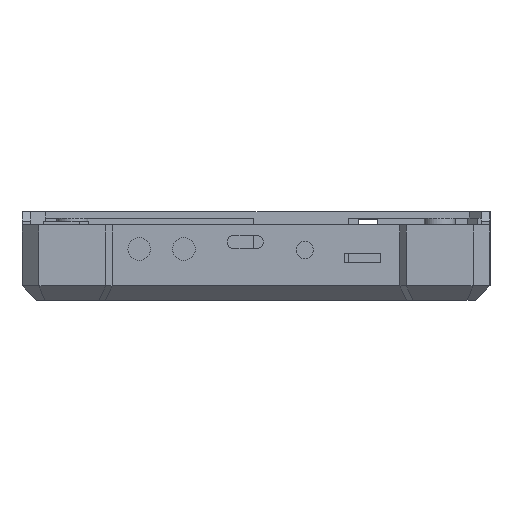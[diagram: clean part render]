
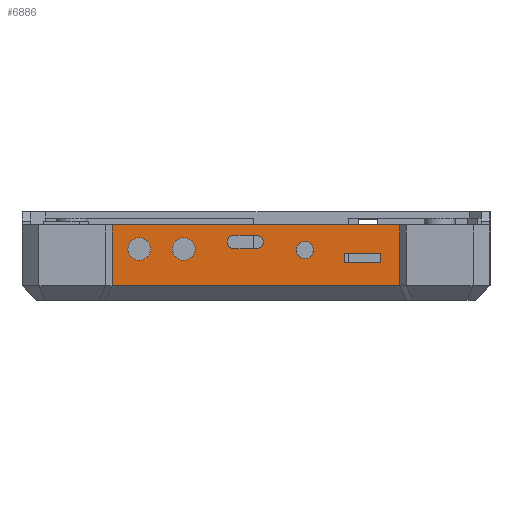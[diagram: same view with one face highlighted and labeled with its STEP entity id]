
A CAD part, front view. The second image highlights one B-rep face of the part: STEP entity #6886.
In plain terms, the highlighted planar face has unit normal (0, -1, 0).
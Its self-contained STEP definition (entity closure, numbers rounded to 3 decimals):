
#119=FACE_BOUND('',#1182,.T.);
#120=FACE_BOUND('',#1183,.T.);
#121=FACE_BOUND('',#1184,.T.);
#122=FACE_BOUND('',#1185,.T.);
#123=FACE_BOUND('',#1186,.T.);
#391=PLANE('',#7288);
#733=FACE_OUTER_BOUND('',#1181,.T.);
#1181=EDGE_LOOP('',(#6290,#6291,#6292,#6293));
#1182=EDGE_LOOP('',(#6294));
#1183=EDGE_LOOP('',(#6295));
#1184=EDGE_LOOP('',(#6296));
#1185=EDGE_LOOP('',(#6297,#6298,#6299,#6300));
#1186=EDGE_LOOP('',(#6301,#6302,#6303,#6304));
#2020=LINE('',#10676,#2925);
#2062=LINE('',#10760,#2967);
#2064=LINE('',#10764,#2969);
#2065=LINE('',#10765,#2970);
#2066=LINE('',#10770,#2971);
#2067=LINE('',#10773,#2972);
#2068=LINE('',#10776,#2973);
#2069=LINE('',#10778,#2974);
#2070=LINE('',#10780,#2975);
#2071=LINE('',#10781,#2976);
#2925=VECTOR('',#8748,1000.);
#2967=VECTOR('',#8820,1000.);
#2969=VECTOR('',#8824,1000.);
#2970=VECTOR('',#8825,1000.);
#2971=VECTOR('',#8828,1000.);
#2972=VECTOR('',#8831,1000.);
#2973=VECTOR('',#8832,1000.);
#2974=VECTOR('',#8833,1000.);
#2975=VECTOR('',#8834,1000.);
#2976=VECTOR('',#8835,1000.);
#3081=CIRCLE('',#6993,2.25);
#3083=CIRCLE('',#6996,3.);
#3085=CIRCLE('',#6999,3.);
#3102=CIRCLE('',#7289,1.75);
#3103=CIRCLE('',#7290,1.75);
#3127=VERTEX_POINT('',#9103);
#3129=VERTEX_POINT('',#9109);
#3131=VERTEX_POINT('',#9115);
#3657=VERTEX_POINT('',#10671);
#3658=VERTEX_POINT('',#10675);
#3685=VERTEX_POINT('',#10759);
#3686=VERTEX_POINT('',#10763);
#3687=VERTEX_POINT('',#10766);
#3688=VERTEX_POINT('',#10767);
#3689=VERTEX_POINT('',#10769);
#3690=VERTEX_POINT('',#10771);
#3691=VERTEX_POINT('',#10774);
#3692=VERTEX_POINT('',#10775);
#3693=VERTEX_POINT('',#10777);
#3694=VERTEX_POINT('',#10779);
#3761=EDGE_CURVE('',#3127,#3127,#3081,.T.);
#3764=EDGE_CURVE('',#3129,#3129,#3083,.T.);
#3767=EDGE_CURVE('',#3131,#3131,#3085,.T.);
#4542=EDGE_CURVE('',#3658,#3657,#2020,.T.);
#4584=EDGE_CURVE('',#3657,#3685,#2062,.T.);
#4586=EDGE_CURVE('',#3658,#3686,#2064,.T.);
#4587=EDGE_CURVE('',#3686,#3685,#2065,.T.);
#4588=EDGE_CURVE('',#3687,#3688,#3102,.T.);
#4589=EDGE_CURVE('',#3689,#3687,#2066,.T.);
#4590=EDGE_CURVE('',#3690,#3689,#3103,.T.);
#4591=EDGE_CURVE('',#3690,#3688,#2067,.T.);
#4592=EDGE_CURVE('',#3691,#3692,#2068,.T.);
#4593=EDGE_CURVE('',#3693,#3692,#2069,.T.);
#4594=EDGE_CURVE('',#3694,#3693,#2070,.T.);
#4595=EDGE_CURVE('',#3694,#3691,#2071,.T.);
#6290=ORIENTED_EDGE('',*,*,#4586,.F.);
#6291=ORIENTED_EDGE('',*,*,#4542,.T.);
#6292=ORIENTED_EDGE('',*,*,#4584,.T.);
#6293=ORIENTED_EDGE('',*,*,#4587,.F.);
#6294=ORIENTED_EDGE('',*,*,#3761,.F.);
#6295=ORIENTED_EDGE('',*,*,#3764,.F.);
#6296=ORIENTED_EDGE('',*,*,#3767,.F.);
#6297=ORIENTED_EDGE('',*,*,#4588,.F.);
#6298=ORIENTED_EDGE('',*,*,#4589,.F.);
#6299=ORIENTED_EDGE('',*,*,#4590,.F.);
#6300=ORIENTED_EDGE('',*,*,#4591,.T.);
#6301=ORIENTED_EDGE('',*,*,#4592,.T.);
#6302=ORIENTED_EDGE('',*,*,#4593,.F.);
#6303=ORIENTED_EDGE('',*,*,#4594,.F.);
#6304=ORIENTED_EDGE('',*,*,#4595,.T.);
#6886=ADVANCED_FACE('',(#733,#119,#120,#121,#122,#123),#391,.F.);
#6993=AXIS2_PLACEMENT_3D('',#9105,#7428,#7429);
#6996=AXIS2_PLACEMENT_3D('',#9111,#7435,#7436);
#6999=AXIS2_PLACEMENT_3D('',#9117,#7442,#7443);
#7288=AXIS2_PLACEMENT_3D('',#10762,#8822,#8823);
#7289=AXIS2_PLACEMENT_3D('',#10768,#8826,#8827);
#7290=AXIS2_PLACEMENT_3D('',#10772,#8829,#8830);
#7428=DIRECTION('center_axis',(0.,-1.,0.));
#7429=DIRECTION('ref_axis',(0.,0.,-1.));
#7435=DIRECTION('center_axis',(0.,-1.,0.));
#7436=DIRECTION('ref_axis',(0.,0.,-1.));
#7442=DIRECTION('center_axis',(0.,-1.,0.));
#7443=DIRECTION('ref_axis',(0.,0.,-1.));
#8748=DIRECTION('',(1.,0.,0.));
#8820=DIRECTION('',(0.,0.,1.));
#8822=DIRECTION('center_axis',(0.,1.,0.));
#8823=DIRECTION('ref_axis',(0.,0.,1.));
#8824=DIRECTION('',(0.,0.,1.));
#8825=DIRECTION('',(1.,0.,0.));
#8826=DIRECTION('center_axis',(0.,-1.,0.));
#8827=DIRECTION('ref_axis',(0.,0.,-1.));
#8828=DIRECTION('',(1.,0.,0.));
#8829=DIRECTION('center_axis',(0.,-1.,0.));
#8830=DIRECTION('ref_axis',(0.,0.,-1.));
#8831=DIRECTION('',(1.,0.,0.));
#8832=DIRECTION('',(0.,0.,-1.));
#8833=DIRECTION('',(1.,0.,0.));
#8834=DIRECTION('',(0.,0.,-1.));
#8835=DIRECTION('',(1.,0.,0.));
#9103=CARTESIAN_POINT('',(12.834,-103.75,-2.75));
#9105=CARTESIAN_POINT('Origin',(12.834,-103.75,-5.));
#9109=CARTESIAN_POINT('',(-18.984,-103.75,-1.75));
#9111=CARTESIAN_POINT('Origin',(-18.984,-103.75,-4.75));
#9115=CARTESIAN_POINT('',(-30.684,-103.75,-1.75));
#9117=CARTESIAN_POINT('Origin',(-30.684,-103.75,-4.75));
#10671=CARTESIAN_POINT('',(37.834,-103.75,-14.432));
#10675=CARTESIAN_POINT('',(-37.834,-103.75,-14.432));
#10676=CARTESIAN_POINT('',(0.,-103.75,-14.432));
#10759=CARTESIAN_POINT('',(37.834,-103.75,1.6));
#10760=CARTESIAN_POINT('',(37.834,-103.75,-16.));
#10762=CARTESIAN_POINT('Origin',(38.883,-103.75,-16.));
#10763=CARTESIAN_POINT('',(-37.834,-103.75,1.6));
#10764=CARTESIAN_POINT('',(-37.834,-103.75,-16.));
#10765=CARTESIAN_POINT('',(-37.834,-103.75,1.6));
#10766=CARTESIAN_POINT('',(0.166,-103.75,-4.65));
#10767=CARTESIAN_POINT('',(0.166,-103.75,-1.15));
#10768=CARTESIAN_POINT('Origin',(0.166,-103.75,-2.9));
#10769=CARTESIAN_POINT('',(-5.834,-103.75,-4.65));
#10770=CARTESIAN_POINT('',(0.,-103.75,-4.65));
#10771=CARTESIAN_POINT('',(-5.834,-103.75,-1.15));
#10772=CARTESIAN_POINT('Origin',(-5.834,-103.75,-2.9));
#10773=CARTESIAN_POINT('',(0.,-103.75,-1.15));
#10774=CARTESIAN_POINT('',(32.834,-103.75,-5.8));
#10775=CARTESIAN_POINT('',(32.834,-103.75,-8.3));
#10776=CARTESIAN_POINT('',(32.834,-103.75,0.));
#10777=CARTESIAN_POINT('',(23.334,-103.75,-8.3));
#10778=CARTESIAN_POINT('',(0.,-103.75,-8.3));
#10779=CARTESIAN_POINT('',(23.334,-103.75,-5.8));
#10780=CARTESIAN_POINT('',(23.334,-103.75,0.));
#10781=CARTESIAN_POINT('',(0.,-103.75,-5.8));
